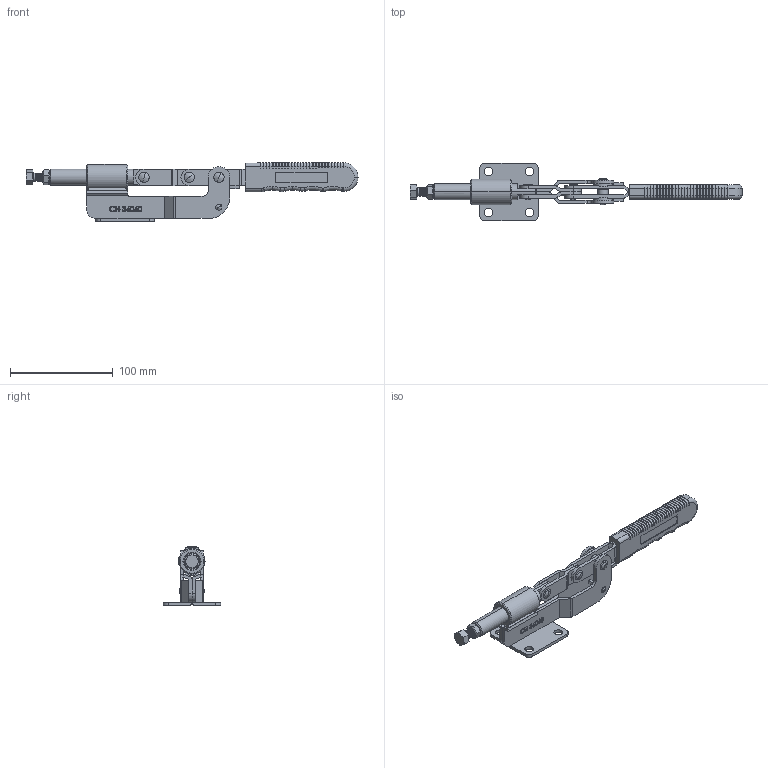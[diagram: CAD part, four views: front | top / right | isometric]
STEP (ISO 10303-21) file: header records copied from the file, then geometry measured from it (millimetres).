
FILE_DESCRIPTION (( 'STEP AP203' ), '1' );
FILE_NAME ('CH-36060.STEP', '2017-11-24T02:02:58', ( 'Windows' ), ( 'Microsoft' ), 'SwSTEP 2.0', 'SolidWorks 2015', '' );
FILE_SCHEMA (( 'CONFIG_CONTROL_DESIGN' ));
Length unit declared in the file: millimetre
Products named in the file (13): CH-36060-03 HANDLE; CH-36060-06; CH-36060-05; M8 Nut; CH-36060-10; CH-36060-09; CH-36060-01 BASE_默认<按加工>; 01; CH-36060-08; CH-36060-02 CREST STALK; CH-36060; M8X30; CH-36060-04 CONNECTING-PLATE
Assembly tree (15 placements, depth 2):
  CH-36060
    CH-36060-01 BASE_默认<按加工>
    CH-36060-02 CREST STALK
    CH-36060-04 CONNECTING-PLATE  x2
    CH-36060-03 HANDLE
    CH-36060-06
    CH-36060-05  x2
    M8 Nut
    CH-36060-10
    CH-36060-09
    CH-36060-08  x2
    M8X30
    01
Bounding box: 323.5 x 56 x 57.39 mm (x, y, z)
Volume: 123755.1 mm3; surface area: 69513.3 mm2
Topology: 22 solids, 22 shells, 1199 faces, 3046 edges, 1910 vertices
Faces by surface type: cylinder 450, plane 391, bspline 205, torus 106, cone 41, sphere 6
Entity records: 49244 total; most frequent: CARTESIAN_POINT 21506, ORIENTED_EDGE 5848, DIRECTION 4962, EDGE_CURVE 2924, VERTEX_POINT 1844, AXIS2_PLACEMENT_3D 1743, LINE 1476, VECTOR 1476
